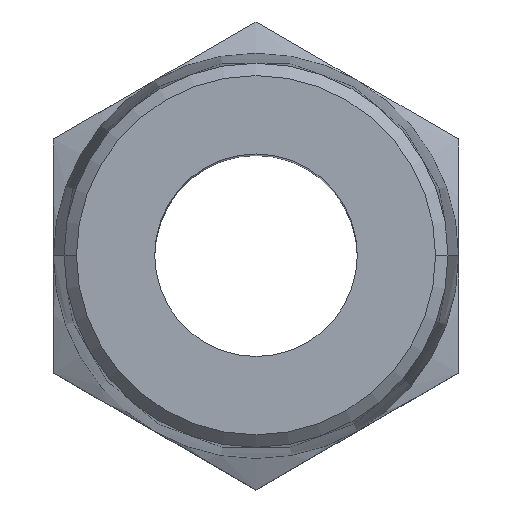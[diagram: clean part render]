
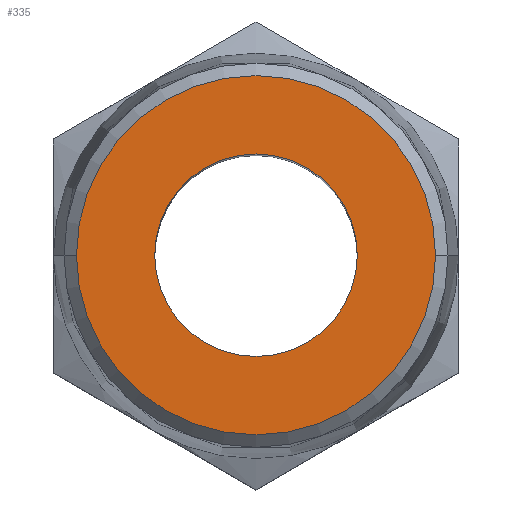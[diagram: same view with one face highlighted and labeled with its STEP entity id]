
A CAD part, top view. The second image highlights one B-rep face of the part: STEP entity #335.
In plain terms, the highlighted planar face has unit normal (0, 0, 1).
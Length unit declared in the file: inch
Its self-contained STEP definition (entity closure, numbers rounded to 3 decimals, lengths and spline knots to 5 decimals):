
#21 = EDGE_CURVE ( 'NONE', #732, #110, #658, .T. ) ;
#58 = DIRECTION ( 'NONE',  ( 0., 0., 1. ) ) ;
#91 = DIRECTION ( 'NONE',  ( 0., 0., 1. ) ) ;
#110 = VERTEX_POINT ( 'NONE', #333 ) ;
#118 = CARTESIAN_POINT ( 'NONE',  ( 0.21654, 0., 0.94488 ) ) ;
#130 = CARTESIAN_POINT ( 'NONE',  ( 0., 0., 0.94488 ) ) ;
#159 = CARTESIAN_POINT ( 'NONE',  ( 0., 0., 0.94488 ) ) ;
#165 = EDGE_CURVE ( 'NONE', #110, #732, #566, .T. ) ;
#227 = DIRECTION ( 'NONE',  ( 1., 0., 0. ) ) ;
#228 = CIRCLE ( 'NONE', #953, 0.21654 ) ;
#250 = AXIS2_PLACEMENT_3D ( 'NONE', #924, #58, #937 ) ;
#282 = FACE_BOUND ( 'NONE', #973, .T. ) ;
#312 = DIRECTION ( 'NONE',  ( 1., 0., 0. ) ) ;
#333 = CARTESIAN_POINT ( 'NONE',  ( 0.38395, 0., 0.94488 ) ) ;
#335 = ADVANCED_FACE ( 'NONE', ( #858, #282 ), #1043, .T. ) ;
#398 = EDGE_CURVE ( 'NONE', #1035, #609, #228, .T. ) ;
#435 = DIRECTION ( 'NONE',  ( 0., 0., 1. ) ) ;
#463 = ORIENTED_EDGE ( 'NONE', *, *, #398, .F. ) ;
#513 = CARTESIAN_POINT ( 'NONE',  ( -0.21654, 0., 0.94488 ) ) ;
#515 = DIRECTION ( 'NONE',  ( 1., 0., 0. ) ) ;
#530 = EDGE_LOOP ( 'NONE', ( #762, #688 ) ) ;
#566 = CIRCLE ( 'NONE', #637, 0.38395 ) ;
#601 = CARTESIAN_POINT ( 'NONE',  ( 0., 0., 0.94488 ) ) ;
#609 = VERTEX_POINT ( 'NONE', #118 ) ;
#613 = CARTESIAN_POINT ( 'NONE',  ( -0.38395, 0., 0.94488 ) ) ;
#637 = AXIS2_PLACEMENT_3D ( 'NONE', #902, #772, #515 ) ;
#654 = AXIS2_PLACEMENT_3D ( 'NONE', #130, #1026, #312 ) ;
#658 = CIRCLE ( 'NONE', #786, 0.38395 ) ;
#688 = ORIENTED_EDGE ( 'NONE', *, *, #165, .T. ) ;
#716 = CIRCLE ( 'NONE', #250, 0.21654 ) ;
#732 = VERTEX_POINT ( 'NONE', #613 ) ;
#754 = ORIENTED_EDGE ( 'NONE', *, *, #1044, .F. ) ;
#762 = ORIENTED_EDGE ( 'NONE', *, *, #21, .T. ) ;
#772 = DIRECTION ( 'NONE',  ( 0., 0., 1. ) ) ;
#775 = DIRECTION ( 'NONE',  ( 1., 0., 0. ) ) ;
#786 = AXIS2_PLACEMENT_3D ( 'NONE', #601, #435, #775 ) ;
#858 = FACE_OUTER_BOUND ( 'NONE', #530, .T. ) ;
#902 = CARTESIAN_POINT ( 'NONE',  ( 0., 0., 0.94488 ) ) ;
#924 = CARTESIAN_POINT ( 'NONE',  ( 0., 0., 0.94488 ) ) ;
#937 = DIRECTION ( 'NONE',  ( 1., 0., 0. ) ) ;
#953 = AXIS2_PLACEMENT_3D ( 'NONE', #159, #91, #227 ) ;
#973 = EDGE_LOOP ( 'NONE', ( #463, #754 ) ) ;
#1026 = DIRECTION ( 'NONE',  ( 0., 0., 1. ) ) ;
#1035 = VERTEX_POINT ( 'NONE', #513 ) ;
#1043 = PLANE ( 'NONE',  #654 ) ;
#1044 = EDGE_CURVE ( 'NONE', #609, #1035, #716, .T. ) ;
